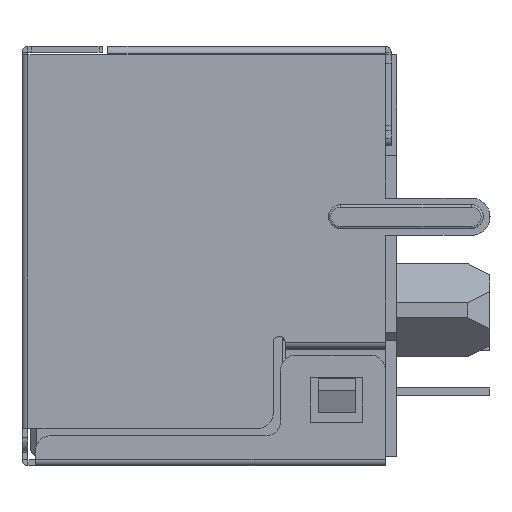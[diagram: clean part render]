
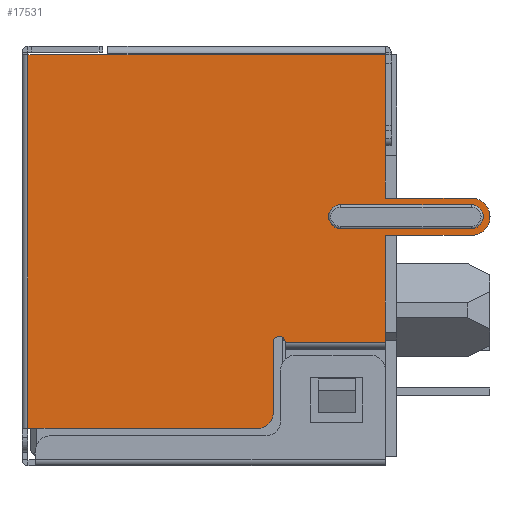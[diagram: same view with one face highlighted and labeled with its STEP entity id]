
A CAD part, left-side view. The second image highlights one B-rep face of the part: STEP entity #17531.
In plain terms, the highlighted planar face has unit normal (-1, 0, 0).
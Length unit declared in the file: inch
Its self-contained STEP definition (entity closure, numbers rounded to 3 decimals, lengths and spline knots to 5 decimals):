
#11732=DIRECTION('',(0.,1.,0.));
#11733=VECTOR('',#11732,0.115);
#11734=CARTESIAN_POINT('',(-0.308,-0.59,-0.192));
#11735=LINE('',#11734,#11733);
#11736=CARTESIAN_POINT('',(-0.308,-0.59,-0.217));
#11737=DIRECTION('',(-1.,0.,0.));
#11738=DIRECTION('',(0.,0.,-1.));
#11739=AXIS2_PLACEMENT_3D('',#11736,#11737,#11738);
#11741=DIRECTION('',(0.,-1.,0.));
#11742=VECTOR('',#11741,0.115);
#11743=CARTESIAN_POINT('',(-0.308,-0.475,-0.242));
#11744=LINE('',#11743,#11742);
#11745=DIRECTION('',(0.,1.,0.));
#11746=VECTOR('',#11745,0.134);
#11747=CARTESIAN_POINT('',(-0.308,-0.475,-0.385));
#11748=LINE('',#11747,#11746);
#11749=CARTESIAN_POINT('',(-0.308,-0.333,-0.385));
#11750=DIRECTION('',(-1.,0.,0.));
#11751=DIRECTION('',(0.,-1.,0.));
#11752=AXIS2_PLACEMENT_3D('',#11749,#11750,#11751);
#11754=DIRECTION('',(0.,0.,1.));
#11755=VECTOR('',#11754,0.095);
#11756=CARTESIAN_POINT('',(-0.308,-0.325,-0.48));
#11757=LINE('',#11756,#11755);
#11758=DIRECTION('',(0.,0.,-1.));
#11759=VECTOR('',#11758,0.5);
#11760=CARTESIAN_POINT('',(-0.308,0.003,0.));
#11761=LINE('',#11760,#11759);
#11762=DIRECTION('',(0.,-1.,0.));
#11763=VECTOR('',#11762,0.107);
#11764=CARTESIAN_POINT('',(-0.308,0.003,0.));
#11765=LINE('',#11764,#11763);
#11766=DIRECTION('',(0.,1.,0.));
#11767=VECTOR('',#11766,0.371);
#11768=CARTESIAN_POINT('',(-0.308,-0.475,0.));
#11769=LINE('',#11768,#11767);
#11770=CARTESIAN_POINT('',(-0.308,-0.415,-0.217));
#11771=DIRECTION('',(1.,0.,0.));
#11772=DIRECTION('',(0.,0.,-1.));
#11773=AXIS2_PLACEMENT_3D('',#11770,#11771,#11772);
#11775=DIRECTION('',(0.,1.,0.));
#11776=VECTOR('',#11775,0.175);
#11777=CARTESIAN_POINT('',(-0.308,-0.59,-0.233));
#11778=LINE('',#11777,#11776);
#11779=CARTESIAN_POINT('',(-0.308,-0.59,-0.217));
#11780=DIRECTION('',(1.,0.,0.));
#11781=DIRECTION('',(0.,0.,1.));
#11782=AXIS2_PLACEMENT_3D('',#11779,#11780,#11781);
#11784=DIRECTION('',(0.,-1.,0.));
#11785=VECTOR('',#11784,0.175);
#11786=CARTESIAN_POINT('',(-0.308,-0.415,-0.201));
#11787=LINE('',#11786,#11785);
#11788=DIRECTION('',(0.,0.,-1.));
#11789=VECTOR('',#11788,0.192);
#11790=CARTESIAN_POINT('',(-0.308,-0.475,0.));
#11791=LINE('',#11790,#11789);
#12955=CARTESIAN_POINT('',(-0.308,-0.305,-0.48));
#12956=DIRECTION('',(-1.,0.,0.));
#12957=DIRECTION('',(0.,0.,-1.));
#12958=AXIS2_PLACEMENT_3D('',#12955,#12956,#12957);
#12968=DIRECTION('',(0.,-1.,0.));
#12969=VECTOR('',#12968,0.308);
#12970=CARTESIAN_POINT('',(-0.308,0.003,-0.5));
#12971=LINE('',#12970,#12969);
#13240=DIRECTION('',(0.,0.,-1.));
#13241=VECTOR('',#13240,0.143);
#13242=CARTESIAN_POINT('',(-0.308,-0.475,-0.242));
#13243=LINE('',#13242,#13241);
#15614=CARTESIAN_POINT('',(-0.308,0.003,0.));
#15615=CARTESIAN_POINT('',(-0.308,-0.104,0.));
#15616=VERTEX_POINT('',#15614);
#15617=VERTEX_POINT('',#15615);
#15709=CARTESIAN_POINT('',(-0.308,-0.475,0.));
#15711=VERTEX_POINT('',#15709);
#15824=CARTESIAN_POINT('',(-0.308,-0.341,-0.385));
#15825=CARTESIAN_POINT('',(-0.308,-0.325,-0.385));
#15826=VERTEX_POINT('',#15824);
#15827=VERTEX_POINT('',#15825);
#15854=CARTESIAN_POINT('',(-0.308,-0.475,-0.385));
#15855=VERTEX_POINT('',#15854);
#15893=CARTESIAN_POINT('',(-0.308,-0.325,-0.48));
#15895=VERTEX_POINT('',#15893);
#15898=CARTESIAN_POINT('',(-0.308,-0.305,-0.5));
#15899=VERTEX_POINT('',#15898);
#15900=CARTESIAN_POINT('',(-0.308,0.003,-0.5));
#15901=VERTEX_POINT('',#15900);
#16456=CARTESIAN_POINT('',(-0.308,-0.475,-0.242));
#16457=CARTESIAN_POINT('',(-0.308,-0.59,-0.242));
#16458=VERTEX_POINT('',#16456);
#16459=VERTEX_POINT('',#16457);
#16460=CARTESIAN_POINT('',(-0.308,-0.59,-0.192));
#16461=VERTEX_POINT('',#16460);
#16462=CARTESIAN_POINT('',(-0.308,-0.475,-0.192));
#16463=VERTEX_POINT('',#16462);
#16472=CARTESIAN_POINT('',(-0.308,-0.415,-0.233));
#16473=CARTESIAN_POINT('',(-0.308,-0.415,-0.201));
#16474=VERTEX_POINT('',#16472);
#16475=VERTEX_POINT('',#16473);
#16476=CARTESIAN_POINT('',(-0.308,-0.59,-0.201));
#16477=VERTEX_POINT('',#16476);
#16478=CARTESIAN_POINT('',(-0.308,-0.59,-0.233));
#16479=VERTEX_POINT('',#16478);
#17489=CARTESIAN_POINT('',(-0.308,0.003,0.));
#17490=DIRECTION('',(-1.,0.,0.));
#17491=DIRECTION('',(0.,-1.,0.));
#17492=AXIS2_PLACEMENT_3D('',#17489,#17490,#17491);
#17493=PLANE('',#17492);
#17495=ORIENTED_EDGE('',*,*,#17494,.T.);
#17497=ORIENTED_EDGE('',*,*,#17496,.F.);
#17499=ORIENTED_EDGE('',*,*,#17498,.F.);
#17501=ORIENTED_EDGE('',*,*,#17500,.F.);
#17503=ORIENTED_EDGE('',*,*,#17502,.T.);
#17505=ORIENTED_EDGE('',*,*,#17504,.T.);
#17507=ORIENTED_EDGE('',*,*,#17506,.T.);
#17509=ORIENTED_EDGE('',*,*,#17508,.F.);
#17511=ORIENTED_EDGE('',*,*,#17510,.F.);
#17513=ORIENTED_EDGE('',*,*,#17512,.F.);
#17514=ORIENTED_EDGE('',*,*,#17480,.F.);
#17516=ORIENTED_EDGE('',*,*,#17515,.T.);
#17518=ORIENTED_EDGE('',*,*,#17517,.F.);
#17519=EDGE_LOOP('',(#17495,#17497,#17499,#17501,#17503,#17505,#17507,#17509,
#17511,#17513,#17514,#17516,#17518));
#17520=FACE_OUTER_BOUND('',#17519,.F.);
#17522=ORIENTED_EDGE('',*,*,#17521,.F.);
#17524=ORIENTED_EDGE('',*,*,#17523,.F.);
#17526=ORIENTED_EDGE('',*,*,#17525,.F.);
#17528=ORIENTED_EDGE('',*,*,#17527,.F.);
#17529=EDGE_LOOP('',(#17522,#17524,#17526,#17528));
#17530=FACE_BOUND('',#17529,.F.);
#17531=ADVANCED_FACE('',(#17520,#17530),#17493,.T.);
#11740=CIRCLE('',#11739,0.025);
#11753=CIRCLE('',#11752,0.008);
#11774=CIRCLE('',#11773,0.016);
#11783=CIRCLE('',#11782,0.016);
#12959=CIRCLE('',#12958,0.02);
#17480=EDGE_CURVE('',#15616,#15901,#11761,.T.);
#17494=EDGE_CURVE('',#15711,#16463,#11791,.T.);
#17496=EDGE_CURVE('',#16461,#16463,#11735,.T.);
#17498=EDGE_CURVE('',#16459,#16461,#11740,.T.);
#17500=EDGE_CURVE('',#16458,#16459,#11744,.T.);
#17502=EDGE_CURVE('',#16458,#15855,#13243,.T.);
#17504=EDGE_CURVE('',#15855,#15826,#11748,.T.);
#17506=EDGE_CURVE('',#15826,#15827,#11753,.T.);
#17508=EDGE_CURVE('',#15895,#15827,#11757,.T.);
#17510=EDGE_CURVE('',#15899,#15895,#12959,.T.);
#17512=EDGE_CURVE('',#15901,#15899,#12971,.T.);
#17515=EDGE_CURVE('',#15616,#15617,#11765,.T.);
#17517=EDGE_CURVE('',#15711,#15617,#11769,.T.);
#17521=EDGE_CURVE('',#16474,#16475,#11774,.T.);
#17523=EDGE_CURVE('',#16479,#16474,#11778,.T.);
#17525=EDGE_CURVE('',#16477,#16479,#11783,.T.);
#17527=EDGE_CURVE('',#16475,#16477,#11787,.T.);
